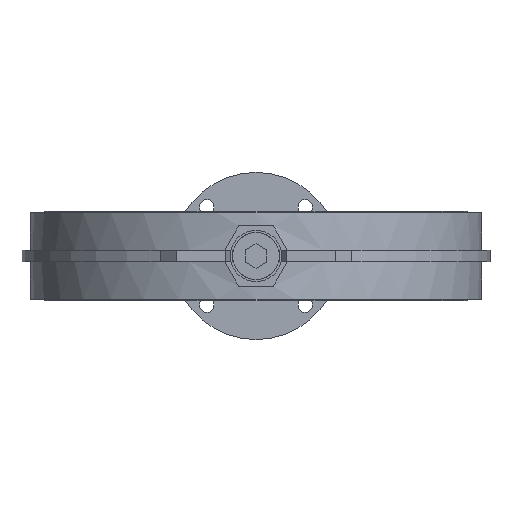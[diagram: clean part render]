
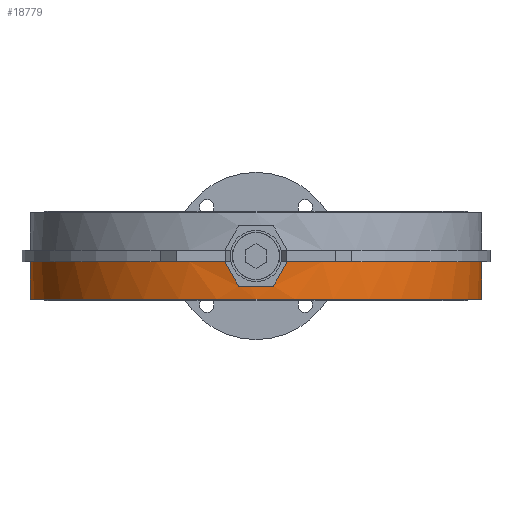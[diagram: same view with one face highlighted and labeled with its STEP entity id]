
A CAD part, front view. The second image highlights one B-rep face of the part: STEP entity #18779.
In plain terms, the highlighted cylindrical face has radius 202.5 mm (diameter 405 mm), a partial arc.
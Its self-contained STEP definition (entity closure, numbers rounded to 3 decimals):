
#190 = CARTESIAN_POINT ( 'NONE',  ( 0., 0., -5. ) ) ;
#237 = CARTESIAN_POINT ( 'NONE',  ( -202.5, 0., -5. ) ) ;
#351 = CIRCLE ( 'NONE', #9686, 202.5 ) ;
#383 = EDGE_CURVE ( 'NONE', #20198, #21354, #351, .T. ) ;
#523 = VECTOR ( 'NONE', #6621, 1000. ) ;
#602 = CARTESIAN_POINT ( 'NONE',  ( -202.5, 0., -39. ) ) ;
#798 = DIRECTION ( 'NONE',  ( 1., 0., 0. ) ) ;
#869 = CARTESIAN_POINT ( 'NONE',  ( -15.588, -201.899, -27. ) ) ;
#1888 = CARTESIAN_POINT ( 'NONE',  ( 24.072, -201.109, -12.307 ) ) ;
#2144 = AXIS2_PLACEMENT_3D ( 'NONE', #14588, #16705, #2917 ) ;
#2703 = CIRCLE ( 'NONE', #23740, 202.5 ) ;
#2917 = DIRECTION ( 'NONE',  ( 1., 0., 0. ) ) ;
#3044 = CARTESIAN_POINT ( 'NONE',  ( 0., 0., 115.101 ) ) ;
#4225 = DIRECTION ( 'NONE',  ( 0., 0., 1. ) ) ;
#4538 = CARTESIAN_POINT ( 'NONE',  ( 202.5, 0., 115.101 ) ) ;
#4731 = CARTESIAN_POINT ( 'NONE',  ( -24.072, -201.109, -12.307 ) ) ;
#5329 = VERTEX_POINT ( 'NONE', #602 ) ;
#5383 = EDGE_CURVE ( 'NONE', #21828, #20166, #2703, .T. ) ;
#5748 = EDGE_CURVE ( 'NONE', #23777, #11097, #18700, .T. ) ;
#5880 = LINE ( 'NONE', #4538, #523 ) ;
#6224 = DIRECTION ( 'NONE',  ( 1., 0., 0. ) ) ;
#6621 = DIRECTION ( 'NONE',  ( 0., 0., 1. ) ) ;
#7245 = EDGE_CURVE ( 'NONE', #21401, #11097, #5880, .T. ) ;
#8859 = DIRECTION ( 'NONE',  ( 0., 0., 1. ) ) ;
#8927 = CARTESIAN_POINT ( 'NONE',  ( -19.836, -201.571, -19.643 ) ) ;
#8937 = AXIS2_PLACEMENT_3D ( 'NONE', #23037, #8859, #798 ) ;
#9142 = CARTESIAN_POINT ( 'NONE',  ( 28.29, -200.514, -5. ) ) ;
#9686 = AXIS2_PLACEMENT_3D ( 'NONE', #190, #4225, #6224 ) ;
#9804 = CARTESIAN_POINT ( 'NONE',  ( 202.5, 0., -39. ) ) ;
#10051 =( BOUNDED_CURVE ( )  B_SPLINE_CURVE ( 3, ( #869, #8927, #4731, #13172 ),
 .UNSPECIFIED., .F., .F. ) 
 B_SPLINE_CURVE_WITH_KNOTS ( ( 4, 4 ),
 ( 4.789, 4.853 ),
 .UNSPECIFIED. ) 
 CURVE ( )  GEOMETRIC_REPRESENTATION_ITEM ( )  RATIONAL_B_SPLINE_CURVE ( ( 1., 1., 1., 1. ) ) 
 REPRESENTATION_ITEM ( '' )  );
#10169 = ORIENTED_EDGE ( 'NONE', *, *, #19870, .T. ) ;
#10305 = ORIENTED_EDGE ( 'NONE', *, *, #383, .F. ) ;
#10367 = CARTESIAN_POINT ( 'NONE',  ( 202.5, 0., -5. ) ) ;
#10523 = DIRECTION ( 'NONE',  ( 1., 0., 0. ) ) ;
#11097 = VERTEX_POINT ( 'NONE', #10367 ) ;
#11217 = EDGE_CURVE ( 'NONE', #5329, #21401, #15402, .T. ) ;
#11470 = ORIENTED_EDGE ( 'NONE', *, *, #11217, .T. ) ;
#12334 = FACE_OUTER_BOUND ( 'NONE', #19299, .T. ) ;
#13172 = CARTESIAN_POINT ( 'NONE',  ( -28.29, -200.514, -5. ) ) ;
#13413 =( BOUNDED_CURVE ( )  B_SPLINE_CURVE ( 3, ( #25815, #1888, #24043, #13757 ),
 .UNSPECIFIED., .F., .T. ) 
 B_SPLINE_CURVE_WITH_KNOTS ( ( 4, 4 ),
 ( 1.431, 1.494 ),
 .UNSPECIFIED. ) 
 CURVE ( )  GEOMETRIC_REPRESENTATION_ITEM ( )  RATIONAL_B_SPLINE_CURVE ( ( 1., 1., 1., 1. ) ) 
 REPRESENTATION_ITEM ( '' )  );
#13731 = CARTESIAN_POINT ( 'NONE',  ( 15.588, -201.899, -27. ) ) ;
#13757 = CARTESIAN_POINT ( 'NONE',  ( 15.588, -201.899, -27. ) ) ;
#14251 = CARTESIAN_POINT ( 'NONE',  ( -28.29, -200.514, -5. ) ) ;
#14588 = CARTESIAN_POINT ( 'NONE',  ( 0., 0., -5. ) ) ;
#14925 = ORIENTED_EDGE ( 'NONE', *, *, #15591, .T. ) ;
#15402 = CIRCLE ( 'NONE', #8937, 202.5 ) ;
#15591 = EDGE_CURVE ( 'NONE', #23777, #21828, #13413, .T. ) ;
#15715 = LINE ( 'NONE', #25069, #23903 ) ;
#16219 = ORIENTED_EDGE ( 'NONE', *, *, #5383, .T. ) ;
#16705 = DIRECTION ( 'NONE',  ( 0., 0., 1. ) ) ;
#17400 = CYLINDRICAL_SURFACE ( 'NONE', #25383, 202.5 ) ;
#17802 = DIRECTION ( 'NONE',  ( 0., 0., 1. ) ) ;
#18153 = EDGE_CURVE ( 'NONE', #5329, #20198, #15715, .T. ) ;
#18267 = CARTESIAN_POINT ( 'NONE',  ( 0., 0., -27. ) ) ;
#18610 = DIRECTION ( 'NONE',  ( 0., 0., -1. ) ) ;
#18691 = ORIENTED_EDGE ( 'NONE', *, *, #18153, .F. ) ;
#18700 = CIRCLE ( 'NONE', #2144, 202.5 ) ;
#18779 = ADVANCED_FACE ( 'NONE', ( #12334 ), #17400, .T. ) ;
#19299 = EDGE_LOOP ( 'NONE', ( #18691, #11470, #25523, #24254, #14925, #16219, #10169, #10305 ) ) ;
#19870 = EDGE_CURVE ( 'NONE', #20166, #21354, #10051, .T. ) ;
#20166 = VERTEX_POINT ( 'NONE', #23802 ) ;
#20198 = VERTEX_POINT ( 'NONE', #237 ) ;
#21354 = VERTEX_POINT ( 'NONE', #14251 ) ;
#21401 = VERTEX_POINT ( 'NONE', #9804 ) ;
#21828 = VERTEX_POINT ( 'NONE', #13731 ) ;
#23037 = CARTESIAN_POINT ( 'NONE',  ( 0., 0., -39. ) ) ;
#23740 = AXIS2_PLACEMENT_3D ( 'NONE', #18267, #18610, #10523 ) ;
#23777 = VERTEX_POINT ( 'NONE', #9142 ) ;
#23802 = CARTESIAN_POINT ( 'NONE',  ( -15.588, -201.899, -27. ) ) ;
#23903 = VECTOR ( 'NONE', #25693, 1000. ) ;
#24043 = CARTESIAN_POINT ( 'NONE',  ( 19.836, -201.571, -19.643 ) ) ;
#24254 = ORIENTED_EDGE ( 'NONE', *, *, #5748, .F. ) ;
#25069 = CARTESIAN_POINT ( 'NONE',  ( -202.5, 0., 115.101 ) ) ;
#25383 = AXIS2_PLACEMENT_3D ( 'NONE', #3044, #17802, #25536 ) ;
#25523 = ORIENTED_EDGE ( 'NONE', *, *, #7245, .T. ) ;
#25536 = DIRECTION ( 'NONE',  ( 1., 0., 0. ) ) ;
#25693 = DIRECTION ( 'NONE',  ( 0., 0., 1. ) ) ;
#25815 = CARTESIAN_POINT ( 'NONE',  ( 28.29, -200.514, -5. ) ) ;
